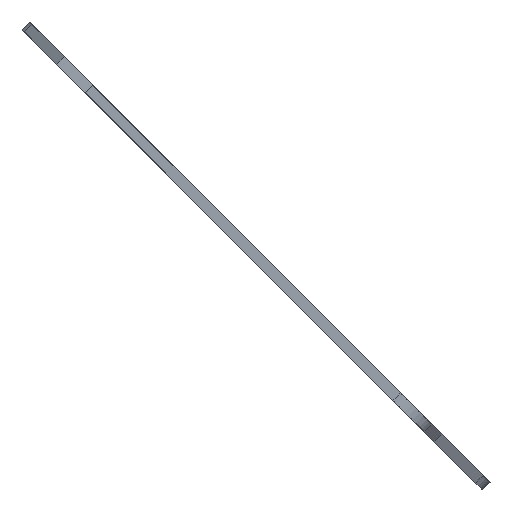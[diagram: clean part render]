
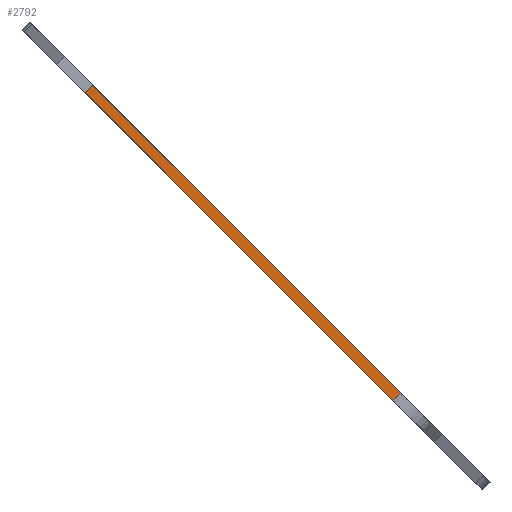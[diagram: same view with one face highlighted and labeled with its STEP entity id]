
A CAD part, front view. The second image highlights one B-rep face of the part: STEP entity #2792.
In plain terms, the highlighted planar face has unit normal (-0.334, -0.881, 0.334).
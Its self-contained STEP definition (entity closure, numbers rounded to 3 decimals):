
#27 = CARTESIAN_POINT ( 'NONE',  ( 1192.524, -82.351, 61.836 ) ) ;
#29 = EDGE_CURVE ( 'NONE', #1324, #300, #104, .T. ) ;
#30 = EDGE_CURVE ( 'NONE', #2272, #2712, #3634, .T. ) ;
#104 = LINE ( 'NONE', #3124, #3582 ) ;
#188 = EDGE_CURVE ( 'NONE', #300, #2712, #4445, .T. ) ;
#300 = VERTEX_POINT ( 'NONE', #3933 ) ;
#1100 = AXIS2_PLACEMENT_3D ( 'NONE', #27, #4430, #4383 ) ;
#1166 = LINE ( 'NONE', #4002, #2969 ) ;
#1324 = VERTEX_POINT ( 'NONE', #2039 ) ;
#2039 = CARTESIAN_POINT ( 'NONE',  ( 1239.269, -117.775, 15.091 ) ) ;
#2272 = VERTEX_POINT ( 'NONE', #4032 ) ;
#2522 = DIRECTION ( 'NONE',  ( -0.623, 0.472, 0.623 ) ) ;
#2712 = VERTEX_POINT ( 'NONE', #4448 ) ;
#2792 = ADVANCED_FACE ( 'NONE', ( #4299 ), #4490, .F. ) ;
#2956 = DIRECTION ( 'NONE',  ( 0.707, 0., 0.707 ) ) ;
#2969 = VECTOR ( 'NONE', #4129, 1000. ) ;
#3093 = DIRECTION ( 'NONE',  ( 0.707, 0., 0.707 ) ) ;
#3124 = CARTESIAN_POINT ( 'NONE',  ( 1239.269, -117.775, 15.091 ) ) ;
#3157 = VECTOR ( 'NONE', #2956, 1000. ) ;
#3374 = CARTESIAN_POINT ( 'NONE',  ( 1193.691, -82.351, 63.004 ) ) ;
#3582 = VECTOR ( 'NONE', #3093, 1000. ) ;
#3634 = LINE ( 'NONE', #4212, #3157 ) ;
#3635 = ORIENTED_EDGE ( 'NONE', *, *, #3888, .F. ) ;
#3647 = ORIENTED_EDGE ( 'NONE', *, *, #29, .T. ) ;
#3649 = ORIENTED_EDGE ( 'NONE', *, *, #188, .T. ) ;
#3660 = ORIENTED_EDGE ( 'NONE', *, *, #30, .F. ) ;
#3888 = EDGE_CURVE ( 'NONE', #1324, #2272, #1166, .T. ) ;
#3933 = CARTESIAN_POINT ( 'NONE',  ( 1240.436, -117.775, 16.259 ) ) ;
#4002 = CARTESIAN_POINT ( 'NONE',  ( 1192.524, -82.351, 61.836 ) ) ;
#4032 = CARTESIAN_POINT ( 'NONE',  ( 1192.524, -82.351, 61.836 ) ) ;
#4093 = VECTOR ( 'NONE', #2522, 1000. ) ;
#4129 = DIRECTION ( 'NONE',  ( -0.623, 0.472, 0.623 ) ) ;
#4212 = CARTESIAN_POINT ( 'NONE',  ( 1192.524, -82.351, 61.836 ) ) ;
#4299 = FACE_OUTER_BOUND ( 'NONE', #4476, .T. ) ;
#4383 = DIRECTION ( 'NONE',  ( -0.623, 0.472, 0.623 ) ) ;
#4430 = DIRECTION ( 'NONE',  ( 0.334, 0.881, -0.334 ) ) ;
#4445 = LINE ( 'NONE', #3374, #4093 ) ;
#4448 = CARTESIAN_POINT ( 'NONE',  ( 1193.691, -82.351, 63.004 ) ) ;
#4476 = EDGE_LOOP ( 'NONE', ( #3635, #3647, #3649, #3660 ) ) ;
#4490 = PLANE ( 'NONE',  #1100 ) ;
